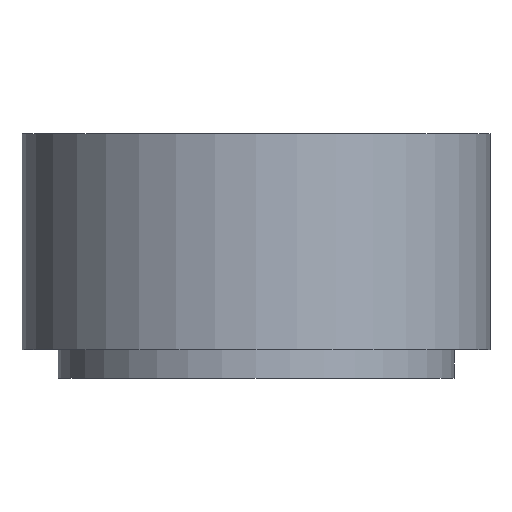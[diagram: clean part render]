
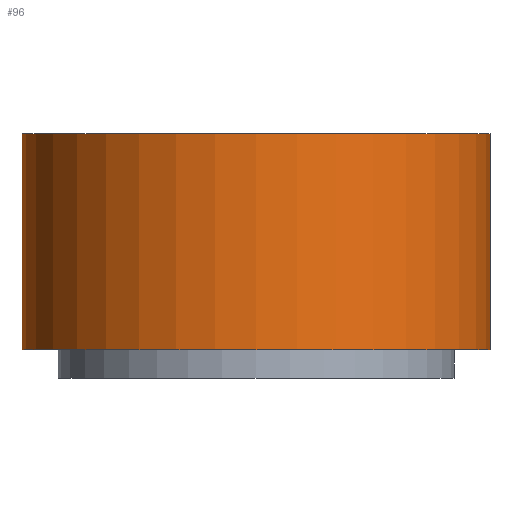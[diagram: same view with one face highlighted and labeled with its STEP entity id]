
A CAD part, front view. The second image highlights one B-rep face of the part: STEP entity #96.
In plain terms, the highlighted cylindrical face has radius 32.5 mm (diameter 65 mm), a partial arc.
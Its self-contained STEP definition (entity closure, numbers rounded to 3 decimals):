
#1 = CYLINDRICAL_SURFACE ( 'NONE', #232, 32.5 ) ;
#6 = CARTESIAN_POINT ( 'NONE',  ( 0., 0., 30. ) ) ;
#8 = DIRECTION ( 'NONE',  ( 0., 0., 1. ) ) ;
#15 = ORIENTED_EDGE ( 'NONE', *, *, #147, .F. ) ;
#27 = CARTESIAN_POINT ( 'NONE',  ( 32.5, 0., 30. ) ) ;
#29 = DIRECTION ( 'NONE',  ( 0., 0., -1. ) ) ;
#31 = DIRECTION ( 'NONE',  ( 0., 0., -1. ) ) ;
#37 = VECTOR ( 'NONE', #77, 1000. ) ;
#46 = EDGE_CURVE ( 'NONE', #58, #201, #144, .T. ) ;
#58 = VERTEX_POINT ( 'NONE', #278 ) ;
#77 = DIRECTION ( 'NONE',  ( 0., 0., -1. ) ) ;
#93 = EDGE_LOOP ( 'NONE', ( #109, #15, #326, #97 ) ) ;
#96 = ADVANCED_FACE ( 'NONE', ( #229 ), #1, .T. ) ;
#97 = ORIENTED_EDGE ( 'NONE', *, *, #46, .T. ) ;
#100 = CARTESIAN_POINT ( 'NONE',  ( 32.5, 0., 30. ) ) ;
#109 = ORIENTED_EDGE ( 'NONE', *, *, #120, .F. ) ;
#120 = EDGE_CURVE ( 'NONE', #135, #201, #131, .T. ) ;
#127 = CARTESIAN_POINT ( 'NONE',  ( -32.5, 0., 30. ) ) ;
#128 = VECTOR ( 'NONE', #31, 1000. ) ;
#131 = LINE ( 'NONE', #27, #128 ) ;
#135 = VERTEX_POINT ( 'NONE', #100 ) ;
#144 = CIRCLE ( 'NONE', #250, 32.5 ) ;
#147 = EDGE_CURVE ( 'NONE', #321, #135, #277, .T. ) ;
#149 = DIRECTION ( 'NONE',  ( 1., 0., 0. ) ) ;
#157 = CARTESIAN_POINT ( 'NONE',  ( -32.5, 0., 30. ) ) ;
#170 = CARTESIAN_POINT ( 'NONE',  ( 0., 0., 0. ) ) ;
#177 = DIRECTION ( 'NONE',  ( -1., 0., 0. ) ) ;
#185 = CARTESIAN_POINT ( 'NONE',  ( 32.5, 0., 0. ) ) ;
#201 = VERTEX_POINT ( 'NONE', #185 ) ;
#228 = CARTESIAN_POINT ( 'NONE',  ( 0., 0., 30. ) ) ;
#229 = FACE_OUTER_BOUND ( 'NONE', #93, .T. ) ;
#232 = AXIS2_PLACEMENT_3D ( 'NONE', #228, #29, #177 ) ;
#241 = AXIS2_PLACEMENT_3D ( 'NONE', #6, #8, #149 ) ;
#250 = AXIS2_PLACEMENT_3D ( 'NONE', #170, #298, #297 ) ;
#277 = CIRCLE ( 'NONE', #241, 32.5 ) ;
#278 = CARTESIAN_POINT ( 'NONE',  ( -32.5, 0., 0. ) ) ;
#284 = EDGE_CURVE ( 'NONE', #321, #58, #303, .T. ) ;
#297 = DIRECTION ( 'NONE',  ( 1., 0., 0. ) ) ;
#298 = DIRECTION ( 'NONE',  ( 0., 0., 1. ) ) ;
#303 = LINE ( 'NONE', #127, #37 ) ;
#321 = VERTEX_POINT ( 'NONE', #157 ) ;
#326 = ORIENTED_EDGE ( 'NONE', *, *, #284, .T. ) ;
